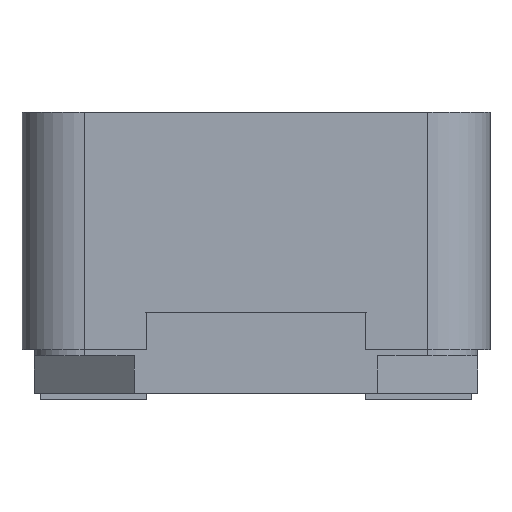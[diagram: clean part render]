
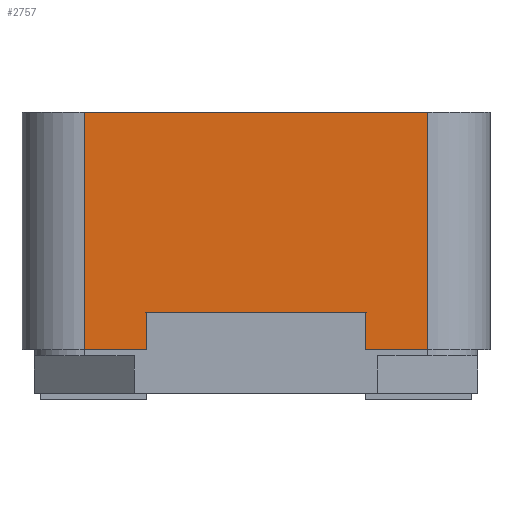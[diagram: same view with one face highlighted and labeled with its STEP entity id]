
A CAD part, left-side view. The second image highlights one B-rep face of the part: STEP entity #2757.
In plain terms, the highlighted planar face has unit normal (-1, 0, 0).
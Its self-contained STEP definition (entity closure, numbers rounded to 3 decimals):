
#199=PLANE('',#2933);
#289=FACE_OUTER_BOUND('',#442,.T.);
#442=EDGE_LOOP('',(#1941,#1942,#1943,#1944,#1945,#1946,#1947,#1948));
#617=LINE('',#3678,#903);
#619=LINE('',#3684,#905);
#625=LINE('',#3698,#911);
#626=LINE('',#3700,#912);
#627=LINE('',#3702,#913);
#628=LINE('',#3704,#914);
#629=LINE('',#3706,#915);
#630=LINE('',#3707,#916);
#903=VECTOR('',#3103,10.);
#905=VECTOR('',#3109,10.);
#911=VECTOR('',#3119,10.);
#912=VECTOR('',#3120,10.);
#913=VECTOR('',#3121,10.);
#914=VECTOR('',#3122,10.);
#915=VECTOR('',#3123,10.);
#916=VECTOR('',#3124,10.);
#1226=VERTEX_POINT('',#3675);
#1227=VERTEX_POINT('',#3677);
#1229=VERTEX_POINT('',#3683);
#1235=VERTEX_POINT('',#3697);
#1236=VERTEX_POINT('',#3699);
#1237=VERTEX_POINT('',#3701);
#1238=VERTEX_POINT('',#3703);
#1239=VERTEX_POINT('',#3705);
#1506=EDGE_CURVE('',#1226,#1227,#617,.T.);
#1509=EDGE_CURVE('',#1229,#1227,#619,.T.);
#1516=EDGE_CURVE('',#1235,#1226,#625,.T.);
#1517=EDGE_CURVE('',#1236,#1235,#626,.T.);
#1518=EDGE_CURVE('',#1236,#1237,#627,.T.);
#1519=EDGE_CURVE('',#1237,#1238,#628,.T.);
#1520=EDGE_CURVE('',#1238,#1239,#629,.T.);
#1521=EDGE_CURVE('',#1239,#1229,#630,.T.);
#1941=ORIENTED_EDGE('',*,*,#1506,.F.);
#1942=ORIENTED_EDGE('',*,*,#1516,.F.);
#1943=ORIENTED_EDGE('',*,*,#1517,.F.);
#1944=ORIENTED_EDGE('',*,*,#1518,.T.);
#1945=ORIENTED_EDGE('',*,*,#1519,.T.);
#1946=ORIENTED_EDGE('',*,*,#1520,.T.);
#1947=ORIENTED_EDGE('',*,*,#1521,.T.);
#1948=ORIENTED_EDGE('',*,*,#1509,.T.);
#2757=ADVANCED_FACE('',(#289),#199,.T.);
#2933=AXIS2_PLACEMENT_3D('',#3696,#3117,#3118);
#3103=DIRECTION('',(0.,0.,-1.));
#3109=DIRECTION('',(0.,-1.,0.));
#3117=DIRECTION('center_axis',(-1.,0.,0.));
#3118=DIRECTION('ref_axis',(0.,-1.,0.));
#3119=DIRECTION('',(0.,-1.,0.));
#3120=DIRECTION('',(0.,0.,1.));
#3121=DIRECTION('',(0.,-1.,0.));
#3122=DIRECTION('',(0.,0.,1.));
#3123=DIRECTION('',(0.,-1.,0.));
#3124=DIRECTION('',(0.,0.,-1.));
#3675=CARTESIAN_POINT('',(-3.75,-2.75,4.6));
#3677=CARTESIAN_POINT('',(-3.75,-2.75,0.8));
#3678=CARTESIAN_POINT('',(-3.75,-2.75,0.));
#3683=CARTESIAN_POINT('',(-3.75,-1.75,0.8));
#3684=CARTESIAN_POINT('',(-3.75,1.875,0.8));
#3696=CARTESIAN_POINT('Origin',(-3.75,3.75,0.));
#3697=CARTESIAN_POINT('',(-3.75,2.75,4.6));
#3698=CARTESIAN_POINT('',(-3.75,-3.75,4.6));
#3699=CARTESIAN_POINT('',(-3.75,2.75,0.8));
#3700=CARTESIAN_POINT('',(-3.75,2.75,0.));
#3701=CARTESIAN_POINT('',(-3.75,1.75,0.8));
#3702=CARTESIAN_POINT('',(-3.75,1.875,0.8));
#3703=CARTESIAN_POINT('',(-3.75,1.75,1.4));
#3704=CARTESIAN_POINT('',(-3.75,1.75,0.));
#3705=CARTESIAN_POINT('',(-3.75,-1.75,1.4));
#3706=CARTESIAN_POINT('',(-3.75,1.875,1.4));
#3707=CARTESIAN_POINT('',(-3.75,-1.75,0.));
